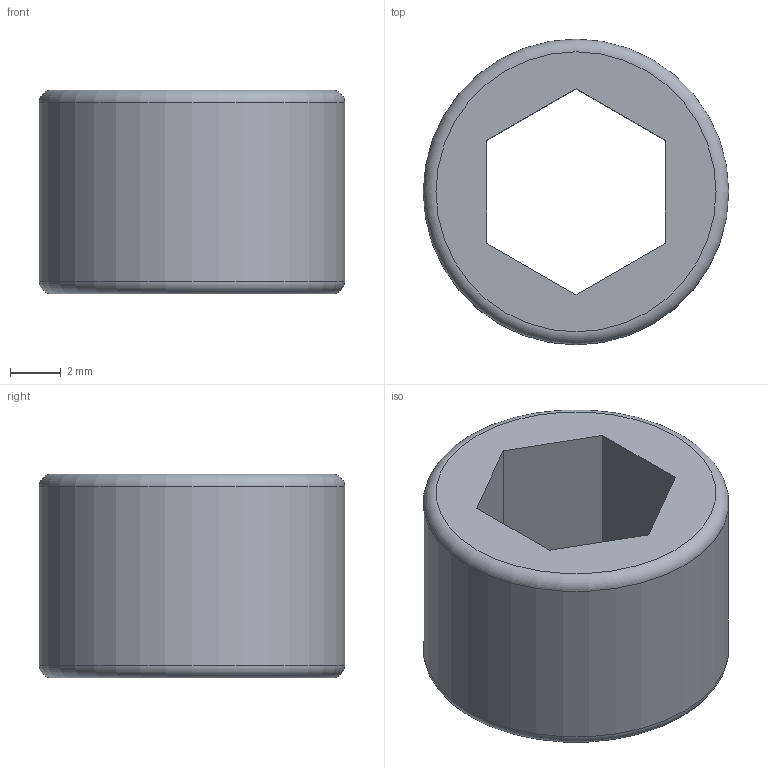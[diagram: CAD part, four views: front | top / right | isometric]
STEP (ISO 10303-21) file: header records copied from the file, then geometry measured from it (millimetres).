
FILE_DESCRIPTION(/* description */ ('STEP AP242','CAx-IF Rec.Pracs.---Representation and Presentation of Product Manufacturing Information (PMI)---4.0---2014-10-13','CAx-IF Rec.Pracs.---3D Tessellated Geometry---0.4---2014-09-14','2;1'),/* implementation_level */ '2;1');
FILE_NAME(/* name */ '68f2788ddf09c40f4dccbc44',/* time_stamp */ '2025-10-17T17:10:38Z',/* author */ (''),/* organization */ (''),/* preprocessor_version */ 'ST-DEVELOPER v20',/* originating_system */ 'ONSHAPE BY PTC INC, 1.205',/* authorisation */ ' ');
FILE_SCHEMA (('AP242_MANAGED_MODEL_BASED_3D_ENGINEERING_MIM_LF { 1 0 10303 442 1 1 4 }'));
Length unit declared in the file: metre
Products named in the file (1): Config Spacer
Bounding box: 12 x 12 x 8 mm (x, y, z)
Volume: 561.3 mm3; surface area: 620.5 mm2
Topology: 1 solids, 1 shells, 11 faces, 25 edges, 16 vertices
Faces by surface type: plane 8, torus 2, cylinder 1
Full cylindrical faces by diameter (mm): 12 x1
Entity records: 318 total; most frequent: DIRECTION 50, CARTESIAN_POINT 50, ORIENTED_EDGE 44, EDGE_CURVE 22, LINE 18, VECTOR 18, VERTEX_POINT 16, EDGE_LOOP 16
